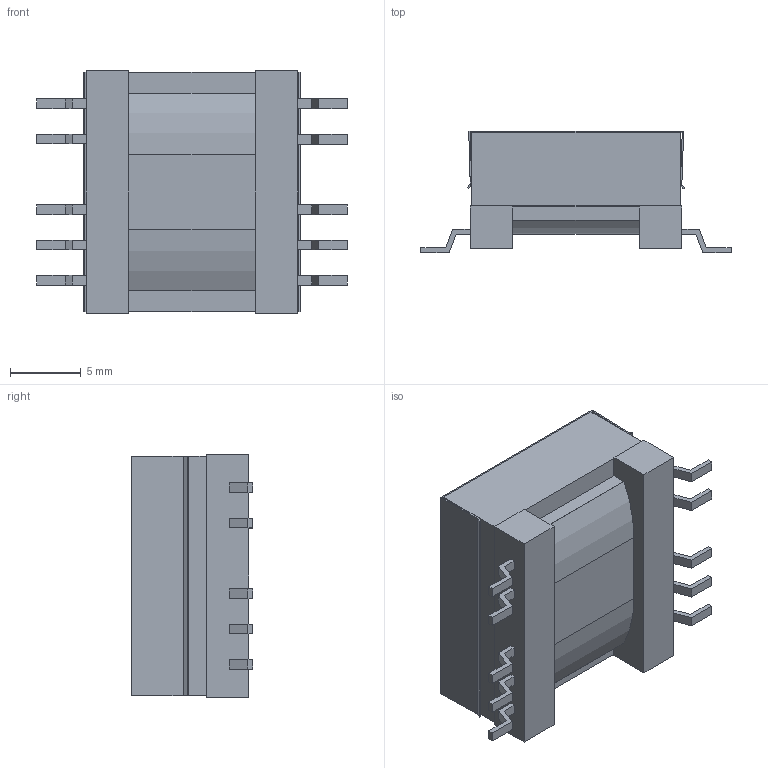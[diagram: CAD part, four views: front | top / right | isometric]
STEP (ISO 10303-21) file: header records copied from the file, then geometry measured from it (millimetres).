
FILE_DESCRIPTION (( 'STEP AP214' ), '1' );
FILE_NAME ('Coilcraft-POE13F-XXL.STEP', '2018-12-13T21:32:08', ( '' ), ( '' ), 'SwSTEP 2.0', 'SolidWorks 2018', '' );
FILE_SCHEMA (( 'AUTOMOTIVE_DESIGN' ));
Length unit declared in the file: millimetre
Products named in the file (1): Coilcraft-POE13F-XXL
Bounding box: 22 x 8.61 x 17.2 mm (x, y, z)
Volume: 1897.3 mm3; surface area: 1443.2 mm2
Topology: 1 solids, 1 shells, 168 faces, 732 edges, 597 vertices
Faces by surface type: plane 166, cylinder 2
Entity records: 11047 total; most frequent: CARTESIAN_POINT 4299, ORIENTED_EDGE 1464, EDGE_CURVE 732, DIRECTION 679, VERTEX_POINT 597, B_SPLINE_CURVE_WITH_KNOTS 391, VECTOR 341, LINE 341
